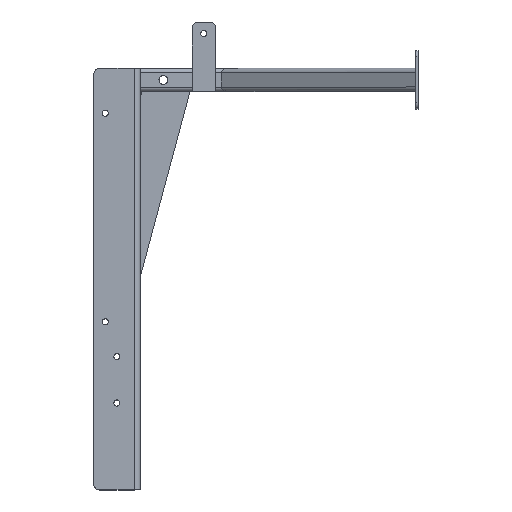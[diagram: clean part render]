
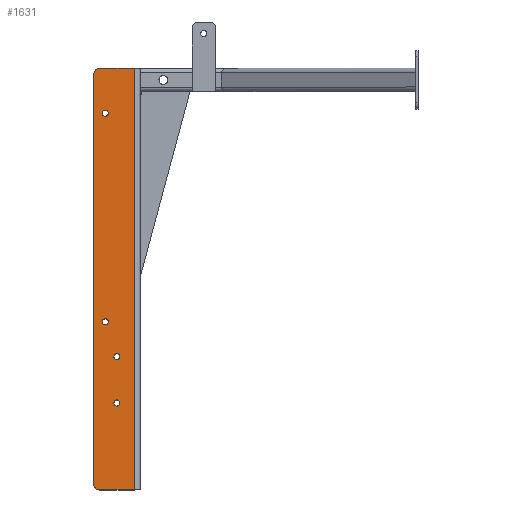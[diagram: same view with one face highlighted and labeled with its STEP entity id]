
A CAD part, top view. The second image highlights one B-rep face of the part: STEP entity #1631.
In plain terms, the highlighted planar face has unit normal (0, 0, 1).
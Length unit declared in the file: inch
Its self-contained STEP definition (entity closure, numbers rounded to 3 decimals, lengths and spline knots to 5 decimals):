
#95=FACE_BOUND('',#282,.T.);
#96=FACE_BOUND('',#283,.T.);
#97=FACE_BOUND('',#284,.T.);
#98=FACE_BOUND('',#285,.T.);
#182=FACE_OUTER_BOUND('',#281,.T.);
#281=EDGE_LOOP('',(#1190,#1191,#1192,#1193,#1194,#1195));
#282=EDGE_LOOP('',(#1196));
#283=EDGE_LOOP('',(#1197));
#284=EDGE_LOOP('',(#1198));
#285=EDGE_LOOP('',(#1199));
#418=CIRCLE('',#1800,0.25);
#419=CIRCLE('',#1801,0.25);
#420=CIRCLE('',#1802,0.1325);
#421=CIRCLE('',#1803,0.1325);
#422=CIRCLE('',#1804,0.1325);
#423=CIRCLE('',#1805,0.1325);
#471=LINE('',#2500,#609);
#488=LINE('',#2565,#626);
#492=LINE('',#2576,#630);
#493=LINE('',#2581,#631);
#609=VECTOR('',#1974,1.505);
#626=VECTOR('',#2033,1.505);
#630=VECTOR('',#2047,18.1875);
#631=VECTOR('',#2052,17.6875);
#749=VERTEX_POINT('',#2497);
#750=VERTEX_POINT('',#2499);
#776=VERTEX_POINT('',#2562);
#777=VERTEX_POINT('',#2564);
#780=VERTEX_POINT('',#2578);
#781=VERTEX_POINT('',#2580);
#782=VERTEX_POINT('',#2583);
#783=VERTEX_POINT('',#2585);
#784=VERTEX_POINT('',#2587);
#785=VERTEX_POINT('',#2589);
#907=EDGE_CURVE('',#749,#750,#471,.T.);
#940=EDGE_CURVE('',#777,#776,#488,.T.);
#946=EDGE_CURVE('',#749,#777,#492,.T.);
#947=EDGE_CURVE('',#780,#776,#418,.T.);
#948=EDGE_CURVE('',#780,#781,#493,.T.);
#949=EDGE_CURVE('',#750,#781,#419,.T.);
#950=EDGE_CURVE('',#782,#782,#420,.T.);
#951=EDGE_CURVE('',#783,#783,#421,.T.);
#952=EDGE_CURVE('',#784,#784,#422,.T.);
#953=EDGE_CURVE('',#785,#785,#423,.T.);
#1190=ORIENTED_EDGE('',*,*,#947,.F.);
#1191=ORIENTED_EDGE('',*,*,#948,.T.);
#1192=ORIENTED_EDGE('',*,*,#949,.F.);
#1193=ORIENTED_EDGE('',*,*,#907,.F.);
#1194=ORIENTED_EDGE('',*,*,#946,.T.);
#1195=ORIENTED_EDGE('',*,*,#940,.T.);
#1196=ORIENTED_EDGE('',*,*,#950,.F.);
#1197=ORIENTED_EDGE('',*,*,#951,.F.);
#1198=ORIENTED_EDGE('',*,*,#952,.F.);
#1199=ORIENTED_EDGE('',*,*,#953,.F.);
#1579=PLANE('',#1799);
#1631=ADVANCED_FACE('',(#182,#95,#96,#97,#98),#1579,.T.);
#1799=AXIS2_PLACEMENT_3D('',#2577,#2048,#2049);
#1800=AXIS2_PLACEMENT_3D('',#2579,#2050,#2051);
#1801=AXIS2_PLACEMENT_3D('',#2582,#2053,#2054);
#1802=AXIS2_PLACEMENT_3D('',#2584,#2055,#2056);
#1803=AXIS2_PLACEMENT_3D('',#2586,#2057,#2058);
#1804=AXIS2_PLACEMENT_3D('',#2588,#2059,#2060);
#1805=AXIS2_PLACEMENT_3D('',#2590,#2061,#2062);
#1974=DIRECTION('',(-1.,0.,0.));
#2033=DIRECTION('',(-1.,0.,0.));
#2047=DIRECTION('',(0.,1.,0.));
#2048=DIRECTION('center_axis',(0.,0.,1.));
#2049=DIRECTION('ref_axis',(1.,0.,0.));
#2050=DIRECTION('center_axis',(0.,0.,-1.));
#2051=DIRECTION('ref_axis',(-1.,0.,0.));
#2052=DIRECTION('',(0.,-1.,0.));
#2053=DIRECTION('center_axis',(0.,0.,-1.));
#2054=DIRECTION('ref_axis',(0.,-1.,0.));
#2055=DIRECTION('center_axis',(0.,0.,1.));
#2056=DIRECTION('ref_axis',(1.,0.,0.));
#2057=DIRECTION('center_axis',(0.,0.,1.));
#2058=DIRECTION('ref_axis',(1.,0.,0.));
#2059=DIRECTION('center_axis',(0.,0.,1.));
#2060=DIRECTION('ref_axis',(1.,0.,0.));
#2061=DIRECTION('center_axis',(0.,0.,1.));
#2062=DIRECTION('ref_axis',(1.,0.,0.));
#2497=CARTESIAN_POINT('',(-0.245,0.,1.));
#2499=CARTESIAN_POINT('',(-1.75,0.,1.));
#2500=CARTESIAN_POINT('',(-0.245,0.,1.));
#2562=CARTESIAN_POINT('',(-1.75,18.1875,1.));
#2564=CARTESIAN_POINT('',(-0.245,18.1875,1.));
#2565=CARTESIAN_POINT('',(-0.245,18.1875,1.));
#2576=CARTESIAN_POINT('',(-0.245,0.,1.));
#2577=CARTESIAN_POINT('Origin',(-2.,0.,1.));
#2578=CARTESIAN_POINT('',(-2.,17.9375,1.));
#2579=CARTESIAN_POINT('Origin',(-1.75,17.9375,1.));
#2580=CARTESIAN_POINT('',(-2.,0.25,1.));
#2581=CARTESIAN_POINT('',(-2.,17.9375,1.));
#2582=CARTESIAN_POINT('Origin',(-1.75,0.25,1.));
#2583=CARTESIAN_POINT('',(-1.1325,3.75,1.));
#2584=CARTESIAN_POINT('Origin',(-1.,3.75,1.));
#2585=CARTESIAN_POINT('',(-1.1325,5.75,1.));
#2586=CARTESIAN_POINT('Origin',(-1.,5.75,1.));
#2587=CARTESIAN_POINT('',(-1.6325,7.25,1.));
#2588=CARTESIAN_POINT('Origin',(-1.5,7.25,1.));
#2589=CARTESIAN_POINT('',(-1.6325,16.25,1.));
#2590=CARTESIAN_POINT('Origin',(-1.5,16.25,1.));
